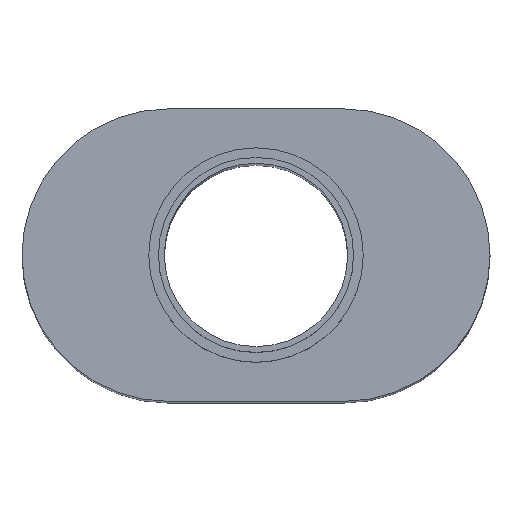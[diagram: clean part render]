
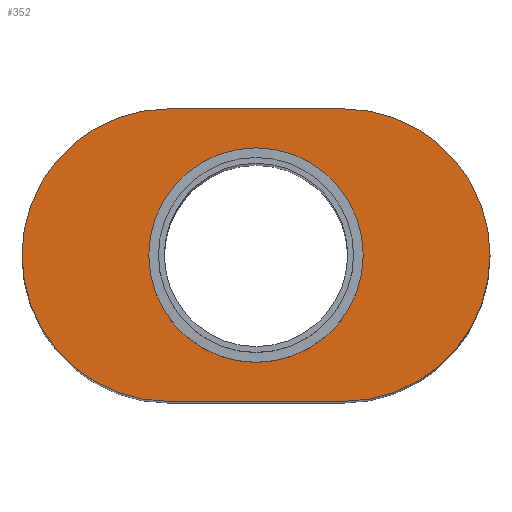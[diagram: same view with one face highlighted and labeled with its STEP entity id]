
A CAD part, top view. The second image highlights one B-rep face of the part: STEP entity #352.
In plain terms, the highlighted planar face has unit normal (0, 0, 1).
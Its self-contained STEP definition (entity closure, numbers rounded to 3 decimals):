
#1 = DIRECTION ( 'NONE',  ( 1., 0., 0. ) ) ;
#11 = CARTESIAN_POINT ( 'NONE',  ( -45., 0., 250. ) ) ;
#21 = VERTEX_POINT ( 'NONE', #369 ) ;
#27 = AXIS2_PLACEMENT_3D ( 'NONE', #11, #489, #386 ) ;
#39 = EDGE_CURVE ( 'NONE', #280, #360, #500, .T. ) ;
#57 = CARTESIAN_POINT ( 'NONE',  ( -45., 0., 250. ) ) ;
#69 = VERTEX_POINT ( 'NONE', #626 ) ;
#71 = CARTESIAN_POINT ( 'NONE',  ( 0., 0., 250. ) ) ;
#97 = DIRECTION ( 'NONE',  ( 1., 0., 0. ) ) ;
#99 = CARTESIAN_POINT ( 'NONE',  ( -45., -75., 250. ) ) ;
#100 = ORIENTED_EDGE ( 'NONE', *, *, #221, .T. ) ;
#102 = CARTESIAN_POINT ( 'NONE',  ( -55., 0., 250. ) ) ;
#113 = DIRECTION ( 'NONE',  ( 1., 0., 0. ) ) ;
#116 = CIRCLE ( 'NONE', #278, 55. ) ;
#143 = CARTESIAN_POINT ( 'NONE',  ( -120., 0., 250. ) ) ;
#193 = CARTESIAN_POINT ( 'NONE',  ( 45., 75., 250. ) ) ;
#196 = ORIENTED_EDGE ( 'NONE', *, *, #39, .T. ) ;
#206 = DIRECTION ( 'NONE',  ( 0., 0., 1. ) ) ;
#221 = EDGE_CURVE ( 'NONE', #492, #21, #454, .T. ) ;
#246 = CIRCLE ( 'NONE', #277, 75. ) ;
#269 = AXIS2_PLACEMENT_3D ( 'NONE', #57, #383, #97 ) ;
#271 = ORIENTED_EDGE ( 'NONE', *, *, #571, .T. ) ;
#277 = AXIS2_PLACEMENT_3D ( 'NONE', #505, #206, #560 ) ;
#278 = AXIS2_PLACEMENT_3D ( 'NONE', #71, #402, #113 ) ;
#280 = VERTEX_POINT ( 'NONE', #340 ) ;
#292 = DIRECTION ( 'NONE',  ( 0., 0., -1. ) ) ;
#319 = DIRECTION ( 'NONE',  ( 1., 0., 0. ) ) ;
#330 = EDGE_LOOP ( 'NONE', ( #100, #550 ) ) ;
#340 = CARTESIAN_POINT ( 'NONE',  ( -45., 75., 250. ) ) ;
#341 = CARTESIAN_POINT ( 'NONE',  ( -45., 0., 250. ) ) ;
#352 = ADVANCED_FACE ( 'NONE', ( #379, #367 ), #600, .T. ) ;
#360 = VERTEX_POINT ( 'NONE', #143 ) ;
#361 = LINE ( 'NONE', #455, #631 ) ;
#367 = FACE_BOUND ( 'NONE', #330, .T. ) ;
#368 = VECTOR ( 'NONE', #451, 1000. ) ;
#369 = CARTESIAN_POINT ( 'NONE',  ( 55., 0., 250. ) ) ;
#370 = VERTEX_POINT ( 'NONE', #99 ) ;
#379 = FACE_OUTER_BOUND ( 'NONE', #465, .T. ) ;
#383 = DIRECTION ( 'NONE',  ( 0., 0., 1. ) ) ;
#386 = DIRECTION ( 'NONE',  ( 1., 0., 0. ) ) ;
#402 = DIRECTION ( 'NONE',  ( 0., 0., -1. ) ) ;
#406 = LINE ( 'NONE', #558, #368 ) ;
#416 = AXIS2_PLACEMENT_3D ( 'NONE', #592, #292, #1 ) ;
#424 = CIRCLE ( 'NONE', #269, 75. ) ;
#441 = VERTEX_POINT ( 'NONE', #193 ) ;
#451 = DIRECTION ( 'NONE',  ( -1., 0., 0. ) ) ;
#454 = CIRCLE ( 'NONE', #416, 55. ) ;
#455 = CARTESIAN_POINT ( 'NONE',  ( -45., -75., 250. ) ) ;
#465 = EDGE_LOOP ( 'NONE', ( #196, #271, #520, #583, #506 ) ) ;
#466 = AXIS2_PLACEMENT_3D ( 'NONE', #341, #599, #485 ) ;
#485 = DIRECTION ( 'NONE',  ( 1., 0., 0. ) ) ;
#489 = DIRECTION ( 'NONE',  ( 0., 0., 1. ) ) ;
#492 = VERTEX_POINT ( 'NONE', #102 ) ;
#500 = CIRCLE ( 'NONE', #466, 75. ) ;
#505 = CARTESIAN_POINT ( 'NONE',  ( 45., 0., 250. ) ) ;
#506 = ORIENTED_EDGE ( 'NONE', *, *, #511, .T. ) ;
#511 = EDGE_CURVE ( 'NONE', #441, #280, #406, .T. ) ;
#520 = ORIENTED_EDGE ( 'NONE', *, *, #531, .T. ) ;
#521 = EDGE_CURVE ( 'NONE', #21, #492, #116, .T. ) ;
#524 = EDGE_CURVE ( 'NONE', #69, #441, #246, .T. ) ;
#531 = EDGE_CURVE ( 'NONE', #370, #69, #361, .T. ) ;
#550 = ORIENTED_EDGE ( 'NONE', *, *, #521, .T. ) ;
#558 = CARTESIAN_POINT ( 'NONE',  ( -45., 75., 250. ) ) ;
#560 = DIRECTION ( 'NONE',  ( 1., 0., 0. ) ) ;
#571 = EDGE_CURVE ( 'NONE', #360, #370, #424, .T. ) ;
#583 = ORIENTED_EDGE ( 'NONE', *, *, #524, .T. ) ;
#592 = CARTESIAN_POINT ( 'NONE',  ( 0., 0., 250. ) ) ;
#599 = DIRECTION ( 'NONE',  ( 0., 0., 1. ) ) ;
#600 = PLANE ( 'NONE',  #27 ) ;
#626 = CARTESIAN_POINT ( 'NONE',  ( 45., -75., 250. ) ) ;
#631 = VECTOR ( 'NONE', #319, 1000. ) ;
